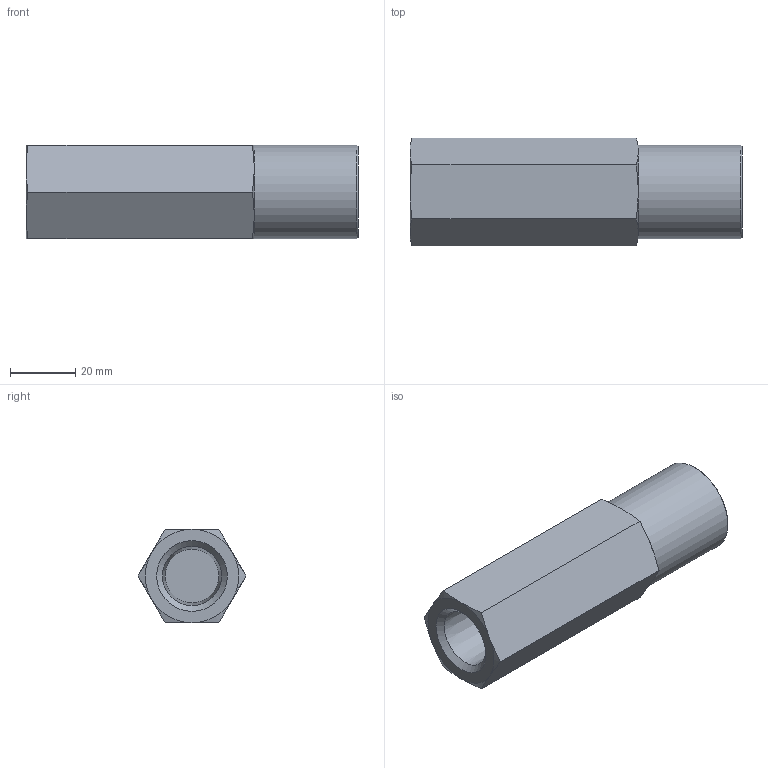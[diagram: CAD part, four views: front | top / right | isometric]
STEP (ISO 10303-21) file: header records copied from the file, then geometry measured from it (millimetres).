
FILE_DESCRIPTION((''),'2;1');
FILE_NAME('1304.stp','2013-02-07T15:29:07',('jml'),(''),'Autodesk Inventor 2010','Autodesk Inventor 2010','');
FILE_SCHEMA(('AUTOMOTIVE_DESIGN { 1 0 10303 214 1 1 1 1 }'));
Length unit declared in the file: inch
Products named in the file (1): 320009
Bounding box: 101.6 x 33 x 28.57 mm (x, y, z)
Volume: 55811.3 mm3; surface area: 14136.6 mm2
Topology: 1 solids, 1 shells, 30 faces, 63 edges, 37 vertices
Faces by surface type: cone 17, plane 10, bspline 2, cylinder 1
Full cylindrical faces by diameter (mm): 28.575 x1
Entity records: 752 total; most frequent: CARTESIAN_POINT 199, DIRECTION 108, ORIENTED_EDGE 104, EDGE_CURVE 52, AXIS2_PLACEMENT_3D 51, EDGE_LOOP 40, VERTEX_POINT 34, FACE_OUTER_BOUND 30
